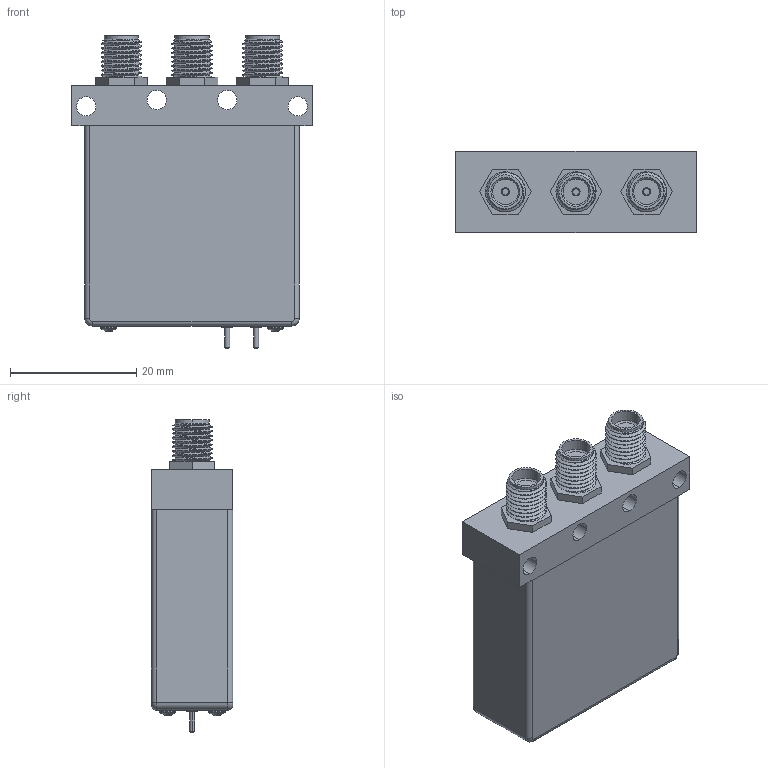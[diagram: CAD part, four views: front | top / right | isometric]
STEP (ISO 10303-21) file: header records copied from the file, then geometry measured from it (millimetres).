
FILE_DESCRIPTION (( 'STEP AP214' ), '1' );
FILE_NAME ('SEMS-4050-SPDT-SMA_3D.step', '2024-10-10T23:17:48', ( '' ), ( '' ), 'SwSTEP 2.0', 'SolidWorks 2022', '' );
FILE_SCHEMA (( 'AUTOMOTIVE_DESIGN' ));
Length unit declared in the file: inch
Products named in the file (1): SEMS-4050-SPDT-SMA_3D
Bounding box: 38.1 x 12.9 x 49.47 mm (x, y, z)
Volume: 17231.3 mm3; surface area: 7606 mm2
Topology: 2 solids, 2 shells, 1149 faces, 3034 edges, 2012 vertices
Faces by surface type: plane 687, bspline 326, cylinder 113, cone 19, torus 4
Entity records: 55914 total; most frequent: CARTESIAN_POINT 29900, ORIENTED_EDGE 6068, DIRECTION 4028, EDGE_CURVE 3034, LINE 2078, VECTOR 2078, VERTEX_POINT 2012, EDGE_LOOP 1280
